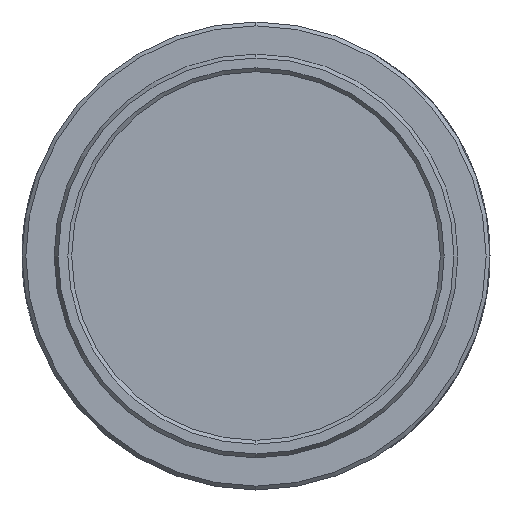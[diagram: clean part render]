
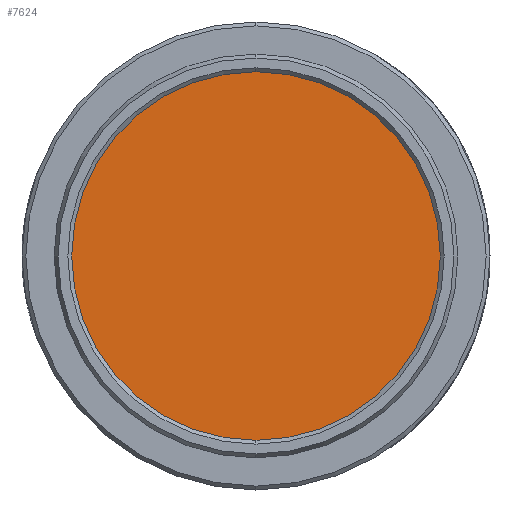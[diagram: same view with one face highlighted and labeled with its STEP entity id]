
A CAD part, left-side view. The second image highlights one B-rep face of the part: STEP entity #7624.
In plain terms, the highlighted planar face has unit normal (-1, 0, 0).
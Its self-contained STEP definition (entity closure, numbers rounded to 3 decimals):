
#37 = CARTESIAN_POINT ( 'NONE',  ( -1.905, 0., 0. ) ) ;
#1200 = DIRECTION ( 'NONE',  ( 0., 0.568, -0.823 ) ) ;
#2548 = AXIS2_PLACEMENT_3D ( 'NONE', #3573, #11631, #4743 ) ;
#3573 = CARTESIAN_POINT ( 'NONE',  ( -1.905, 0., 0. ) ) ;
#4072 = AXIS2_PLACEMENT_3D ( 'NONE', #37, #8092, #1200 ) ;
#4530 = VERTEX_POINT ( 'NONE', #9739 ) ;
#4533 = CARTESIAN_POINT ( 'NONE',  ( -1.905, 7.136, -10.334 ) ) ;
#4626 = AXIS2_PLACEMENT_3D ( 'NONE', #9605, #5023, #13068 ) ;
#4743 = DIRECTION ( 'NONE',  ( 0., 0.568, -0.823 ) ) ;
#5023 = DIRECTION ( 'NONE',  ( 1., 0., 0. ) ) ;
#5488 = CIRCLE ( 'NONE', #2548, 12.559 ) ;
#6983 = ORIENTED_EDGE ( 'NONE', *, *, #10483, .F. ) ;
#7045 = FACE_OUTER_BOUND ( 'NONE', #13293, .T. ) ;
#7181 = PLANE ( 'NONE',  #4626 ) ;
#7624 = ADVANCED_FACE ( 'NONE', ( #7045 ), #7181, .F. ) ;
#8092 = DIRECTION ( 'NONE',  ( 1., 0., 0. ) ) ;
#8722 = EDGE_CURVE ( 'NONE', #12753, #4530, #12175, .T. ) ;
#9605 = CARTESIAN_POINT ( 'NONE',  ( -1.905, 0., 0. ) ) ;
#9739 = CARTESIAN_POINT ( 'NONE',  ( -1.905, -7.136, 10.334 ) ) ;
#10483 = EDGE_CURVE ( 'NONE', #4530, #12753, #5488, .T. ) ;
#10810 = ORIENTED_EDGE ( 'NONE', *, *, #8722, .F. ) ;
#11631 = DIRECTION ( 'NONE',  ( 1., 0., 0. ) ) ;
#12175 = CIRCLE ( 'NONE', #4072, 12.559 ) ;
#12753 = VERTEX_POINT ( 'NONE', #4533 ) ;
#13068 = DIRECTION ( 'NONE',  ( 0., 0.568, -0.823 ) ) ;
#13293 = EDGE_LOOP ( 'NONE', ( #10810, #6983 ) ) ;
